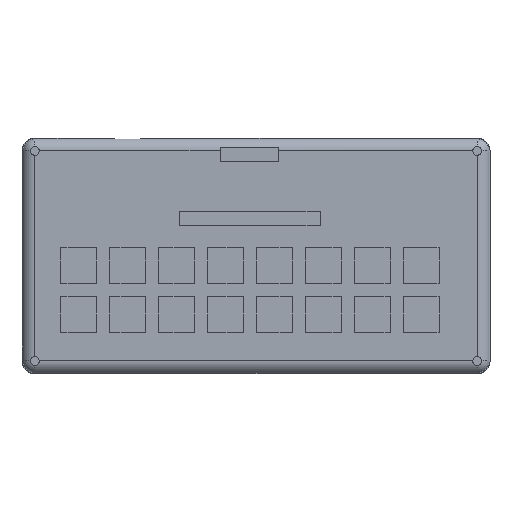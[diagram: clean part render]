
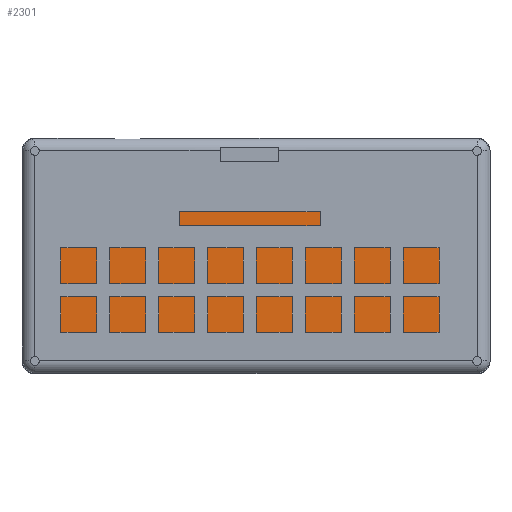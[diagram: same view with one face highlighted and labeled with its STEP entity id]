
A CAD part, top view. The second image highlights one B-rep face of the part: STEP entity #2301.
In plain terms, the highlighted planar face has unit normal (0, 0, 1).
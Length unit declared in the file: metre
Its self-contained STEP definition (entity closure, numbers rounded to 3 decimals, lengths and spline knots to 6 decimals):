
#166=ORIENTED_EDGE('',*,*,#812,.F.);
#167=ORIENTED_EDGE('',*,*,#813,.T.);
#168=ORIENTED_EDGE('',*,*,#814,.T.);
#169=ORIENTED_EDGE('',*,*,#769,.F.);
#170=ORIENTED_EDGE('',*,*,#797,.T.);
#171=ORIENTED_EDGE('',*,*,#804,.T.);
#172=ORIENTED_EDGE('',*,*,#802,.F.);
#173=ORIENTED_EDGE('',*,*,#800,.F.);
#769=EDGE_CURVE('',#1099,#1097,#1319,.T.);
#797=EDGE_CURVE('',#1099,#1122,#1339,.T.);
#800=EDGE_CURVE('',#1123,#1124,#1342,.T.);
#802=EDGE_CURVE('',#1124,#1125,#1344,.T.);
#804=EDGE_CURVE('',#1122,#1125,#1346,.T.);
#812=EDGE_CURVE('',#1132,#1123,#1354,.T.);
#813=EDGE_CURVE('',#1132,#1133,#1355,.T.);
#814=EDGE_CURVE('',#1133,#1097,#1356,.T.);
#1097=VERTEX_POINT('',#3236);
#1099=VERTEX_POINT('',#3240);
#1122=VERTEX_POINT('',#3297);
#1123=VERTEX_POINT('',#3301);
#1124=VERTEX_POINT('',#3303);
#1125=VERTEX_POINT('',#3307);
#1132=VERTEX_POINT('',#3328);
#1133=VERTEX_POINT('',#3330);
#1319=LINE('',#3241,#1589);
#1339=LINE('',#3296,#1609);
#1342=LINE('',#3302,#1612);
#1344=LINE('',#3306,#1614);
#1346=LINE('',#3310,#1616);
#1354=LINE('',#3327,#1624);
#1355=LINE('',#3329,#1625);
#1356=LINE('',#3331,#1626);
#1589=VECTOR('',#2620,1.);
#1609=VECTOR('',#2666,1.);
#1612=VECTOR('',#2671,1.);
#1614=VECTOR('',#2675,1.);
#1616=VECTOR('',#2679,1.);
#1624=VECTOR('',#2693,1.);
#1625=VECTOR('',#2694,1.);
#1626=VECTOR('',#2695,1.);
#1868=EDGE_LOOP('',(#166,#167,#168,#169,#170,#171,#172,#173));
#2040=FACE_BOUND('',#1868,.T.);
#2208=PLANE('',#2455);
#2301=ADVANCED_FACE('',(#2040),#2208,.T.);
#2455=AXIS2_PLACEMENT_3D('',#3326,#2691,#2692);
#2620=DIRECTION('',(1.,0.,0.));
#2666=DIRECTION('',(0.,-1.,0.));
#2671=DIRECTION('',(1.,0.,0.));
#2675=DIRECTION('',(0.,-1.,0.));
#2679=DIRECTION('',(1.,0.,0.));
#2691=DIRECTION('',(0.,0.,1.));
#2692=DIRECTION('',(1.,0.,0.));
#2693=DIRECTION('',(0.,-1.,0.));
#2694=DIRECTION('',(-1.,0.,0.));
#2695=DIRECTION('',(0.,-1.,0.));
#3236=CARTESIAN_POINT('',(-0.058509,-0.035276,0.003));
#3240=CARTESIAN_POINT('',(-0.084509,-0.035276,0.003));
#3241=CARTESIAN_POINT('',(-0.003346,-0.035276,0.003));
#3296=CARTESIAN_POINT('',(-0.084509,-0.07119,0.003));
#3297=CARTESIAN_POINT('',(-0.084509,-0.107104,0.003));
#3301=CARTESIAN_POINT('',(-0.048184,-0.035276,0.003));
#3302=CARTESIAN_POINT('',(-0.003346,-0.035276,0.003));
#3303=CARTESIAN_POINT('',(0.077816,-0.035276,0.003));
#3306=CARTESIAN_POINT('',(0.077816,-0.07119,0.003));
#3307=CARTESIAN_POINT('',(0.077816,-0.107104,0.003));
#3310=CARTESIAN_POINT('',(-0.003346,-0.107104,0.003));
#3326=CARTESIAN_POINT('',(-0.003346,-0.07119,0.003));
#3327=CARTESIAN_POINT('',(-0.048184,-0.030276,0.003));
#3328=CARTESIAN_POINT('',(-0.048184,-0.025693,0.003));
#3329=CARTESIAN_POINT('',(-0.048184,-0.025693,0.003));
#3330=CARTESIAN_POINT('',(-0.058509,-0.025693,0.003));
#3331=CARTESIAN_POINT('',(-0.058509,-0.030276,0.003));
